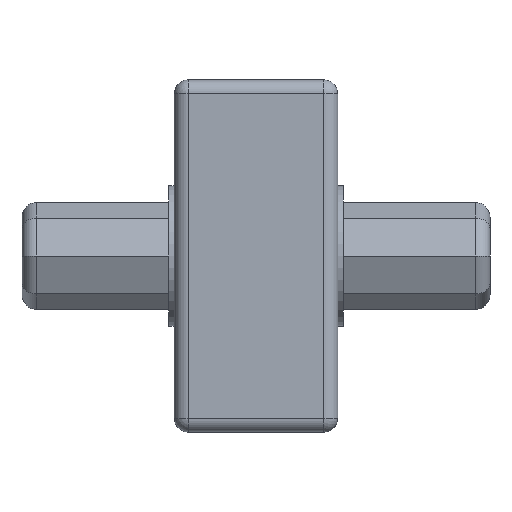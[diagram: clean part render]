
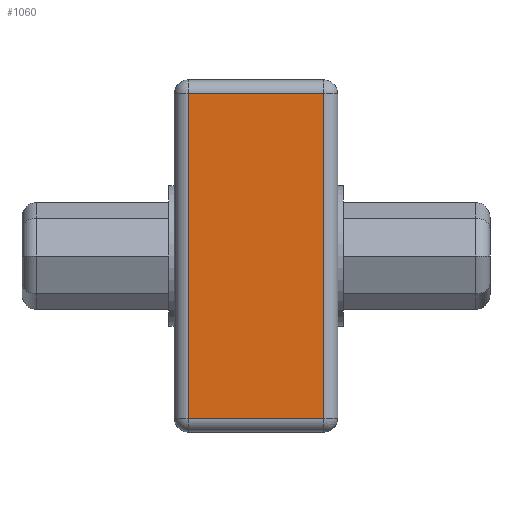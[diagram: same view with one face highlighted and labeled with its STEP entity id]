
A CAD part, front view. The second image highlights one B-rep face of the part: STEP entity #1060.
In plain terms, the highlighted planar face has unit normal (0, -1, 0).
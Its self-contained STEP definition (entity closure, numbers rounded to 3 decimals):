
#399 = VERTEX_POINT('',#400);
#400 = CARTESIAN_POINT('',(5.3,0.,0.5));
#489 = VERTEX_POINT('',#490);
#490 = CARTESIAN_POINT('',(0.5,0.,0.5));
#526 = VERTEX_POINT('',#527);
#527 = CARTESIAN_POINT('',(5.3,0.,12.));
#559 = EDGE_CURVE('',#526,#399,#560,.T.);
#560 = LINE('',#561,#562);
#561 = CARTESIAN_POINT('',(5.3,0.,3.125));
#562 = VECTOR('',#563,1.);
#563 = DIRECTION('',(0.,0.,-1.));
#716 = VERTEX_POINT('',#717);
#717 = CARTESIAN_POINT('',(0.5,0.,12.));
#747 = EDGE_CURVE('',#489,#716,#748,.T.);
#748 = LINE('',#749,#750);
#749 = CARTESIAN_POINT('',(0.5,0.,0.));
#750 = VECTOR('',#751,1.);
#751 = DIRECTION('',(0.,0.,1.));
#769 = EDGE_CURVE('',#716,#526,#770,.T.);
#770 = LINE('',#771,#772);
#771 = CARTESIAN_POINT('',(1.45,0.,12.));
#772 = VECTOR('',#773,1.);
#773 = DIRECTION('',(1.,0.,0.));
#929 = EDGE_CURVE('',#399,#489,#930,.T.);
#930 = LINE('',#931,#932);
#931 = CARTESIAN_POINT('',(1.45,0.,0.5));
#932 = VECTOR('',#933,1.);
#933 = DIRECTION('',(-1.,0.,0.));
#1060 = ADVANCED_FACE('',(#1061),#1067,.T.);
#1061 = FACE_BOUND('',#1062,.T.);
#1062 = EDGE_LOOP('',(#1063,#1064,#1065,#1066));
#1063 = ORIENTED_EDGE('',*,*,#747,.F.);
#1064 = ORIENTED_EDGE('',*,*,#929,.F.);
#1065 = ORIENTED_EDGE('',*,*,#559,.F.);
#1066 = ORIENTED_EDGE('',*,*,#769,.F.);
#1067 = PLANE('',#1068);
#1068 = AXIS2_PLACEMENT_3D('',#1069,#1070,#1071);
#1069 = CARTESIAN_POINT('',(0.,0.,0.));
#1070 = DIRECTION('',(0.,-1.,0.));
#1071 = DIRECTION('',(1.,0.,0.));
